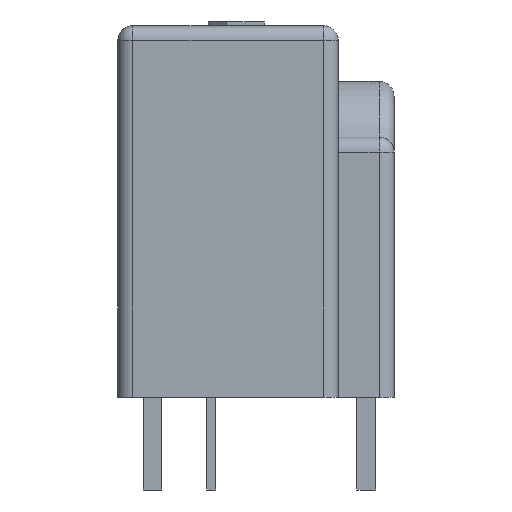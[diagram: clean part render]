
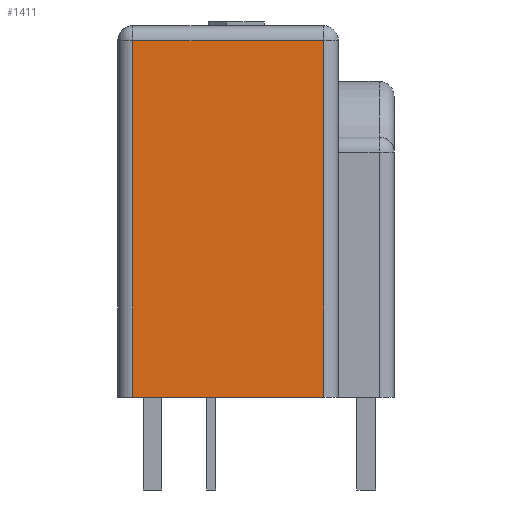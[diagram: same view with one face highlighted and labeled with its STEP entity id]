
A CAD part, left-side view. The second image highlights one B-rep face of the part: STEP entity #1411.
In plain terms, the highlighted planar face has unit normal (-1, 0, 0).
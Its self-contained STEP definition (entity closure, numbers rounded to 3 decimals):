
#659 = CYLINDRICAL_SURFACE('',#660,0.8);
#660 = AXIS2_PLACEMENT_3D('',#661,#662,#663);
#661 = CARTESIAN_POINT('',(0.8,0.,19.2));
#662 = DIRECTION('',(0.,1.,0.));
#663 = DIRECTION('',(-1.,0.,0.));
#803 = VERTEX_POINT('',#804);
#804 = CARTESIAN_POINT('',(0.,0.8,19.2));
#826 = VERTEX_POINT('',#827);
#827 = CARTESIAN_POINT('',(0.,11.07,19.2));
#854 = EDGE_CURVE('',#803,#826,#855,.T.);
#855 = SURFACE_CURVE('',#856,(#860,#867),.PCURVE_S1.);
#856 = LINE('',#857,#858);
#857 = CARTESIAN_POINT('',(0.,0.,19.2));
#858 = VECTOR('',#859,1.);
#859 = DIRECTION('',(0.,1.,0.));
#860 = PCURVE('',#659,#861);
#861 = DEFINITIONAL_REPRESENTATION('',(#862),#866);
#862 = LINE('',#863,#864);
#863 = CARTESIAN_POINT('',(0.,0.));
#864 = VECTOR('',#865,1.);
#865 = DIRECTION('',(0.,1.));
#866 = ( GEOMETRIC_REPRESENTATION_CONTEXT(2) 
PARAMETRIC_REPRESENTATION_CONTEXT() REPRESENTATION_CONTEXT('2D SPACE',''
  ) );
#867 = PCURVE('',#868,#873);
#868 = PLANE('',#869);
#869 = AXIS2_PLACEMENT_3D('',#870,#871,#872);
#870 = CARTESIAN_POINT('',(0.,0.,0.));
#871 = DIRECTION('',(1.,0.,0.));
#872 = DIRECTION('',(0.,0.,1.));
#873 = DEFINITIONAL_REPRESENTATION('',(#874),#878);
#874 = LINE('',#875,#876);
#875 = CARTESIAN_POINT('',(19.2,0.));
#876 = VECTOR('',#877,1.);
#877 = DIRECTION('',(0.,-1.));
#878 = ( GEOMETRIC_REPRESENTATION_CONTEXT(2) 
PARAMETRIC_REPRESENTATION_CONTEXT() REPRESENTATION_CONTEXT('2D SPACE',''
  ) );
#1071 = PLANE('',#1072);
#1072 = AXIS2_PLACEMENT_3D('',#1073,#1074,#1075);
#1073 = CARTESIAN_POINT('',(0.,0.,0.));
#1074 = DIRECTION('',(0.,0.,1.));
#1075 = DIRECTION('',(1.,0.,0.));
#1097 = CYLINDRICAL_SURFACE('',#1098,0.8);
#1098 = AXIS2_PLACEMENT_3D('',#1099,#1100,#1101);
#1099 = CARTESIAN_POINT('',(0.8,0.8,0.));
#1100 = DIRECTION('',(0.,0.,1.));
#1101 = DIRECTION('',(-1.,0.,0.));
#1411 = ADVANCED_FACE('',(#1412),#868,.F.);
#1412 = FACE_BOUND('',#1413,.F.);
#1413 = EDGE_LOOP('',(#1414,#1439,#1465,#1466));
#1414 = ORIENTED_EDGE('',*,*,#1415,.T.);
#1415 = EDGE_CURVE('',#1416,#1418,#1420,.T.);
#1416 = VERTEX_POINT('',#1417);
#1417 = CARTESIAN_POINT('',(0.,0.8,0.));
#1418 = VERTEX_POINT('',#1419);
#1419 = CARTESIAN_POINT('',(0.,11.07,0.));
#1420 = SURFACE_CURVE('',#1421,(#1425,#1432),.PCURVE_S1.);
#1421 = LINE('',#1422,#1423);
#1422 = CARTESIAN_POINT('',(0.,0.,0.));
#1423 = VECTOR('',#1424,1.);
#1424 = DIRECTION('',(0.,1.,0.));
#1425 = PCURVE('',#868,#1426);
#1426 = DEFINITIONAL_REPRESENTATION('',(#1427),#1431);
#1427 = LINE('',#1428,#1429);
#1428 = CARTESIAN_POINT('',(0.,0.));
#1429 = VECTOR('',#1430,1.);
#1430 = DIRECTION('',(0.,-1.));
#1431 = ( GEOMETRIC_REPRESENTATION_CONTEXT(2) 
PARAMETRIC_REPRESENTATION_CONTEXT() REPRESENTATION_CONTEXT('2D SPACE',''
  ) );
#1432 = PCURVE('',#1071,#1433);
#1433 = DEFINITIONAL_REPRESENTATION('',(#1434),#1438);
#1434 = LINE('',#1435,#1436);
#1435 = CARTESIAN_POINT('',(0.,0.));
#1436 = VECTOR('',#1437,1.);
#1437 = DIRECTION('',(0.,1.));
#1438 = ( GEOMETRIC_REPRESENTATION_CONTEXT(2) 
PARAMETRIC_REPRESENTATION_CONTEXT() REPRESENTATION_CONTEXT('2D SPACE',''
  ) );
#1439 = ORIENTED_EDGE('',*,*,#1440,.T.);
#1440 = EDGE_CURVE('',#1418,#826,#1441,.T.);
#1441 = SURFACE_CURVE('',#1442,(#1446,#1453),.PCURVE_S1.);
#1442 = LINE('',#1443,#1444);
#1443 = CARTESIAN_POINT('',(0.,11.07,0.));
#1444 = VECTOR('',#1445,1.);
#1445 = DIRECTION('',(0.,0.,1.));
#1446 = PCURVE('',#868,#1447);
#1447 = DEFINITIONAL_REPRESENTATION('',(#1448),#1452);
#1448 = LINE('',#1449,#1450);
#1449 = CARTESIAN_POINT('',(0.,-11.07));
#1450 = VECTOR('',#1451,1.);
#1451 = DIRECTION('',(1.,0.));
#1452 = ( GEOMETRIC_REPRESENTATION_CONTEXT(2) 
PARAMETRIC_REPRESENTATION_CONTEXT() REPRESENTATION_CONTEXT('2D SPACE',''
  ) );
#1453 = PCURVE('',#1454,#1459);
#1454 = CYLINDRICAL_SURFACE('',#1455,0.8);
#1455 = AXIS2_PLACEMENT_3D('',#1456,#1457,#1458);
#1456 = CARTESIAN_POINT('',(0.8,11.07,0.));
#1457 = DIRECTION('',(0.,0.,1.));
#1458 = DIRECTION('',(-1.,0.,0.));
#1459 = DEFINITIONAL_REPRESENTATION('',(#1460),#1464);
#1460 = LINE('',#1461,#1462);
#1461 = CARTESIAN_POINT('',(0.,0.));
#1462 = VECTOR('',#1463,1.);
#1463 = DIRECTION('',(0.,1.));
#1464 = ( GEOMETRIC_REPRESENTATION_CONTEXT(2) 
PARAMETRIC_REPRESENTATION_CONTEXT() REPRESENTATION_CONTEXT('2D SPACE',''
  ) );
#1465 = ORIENTED_EDGE('',*,*,#854,.F.);
#1466 = ORIENTED_EDGE('',*,*,#1467,.F.);
#1467 = EDGE_CURVE('',#1416,#803,#1468,.T.);
#1468 = SURFACE_CURVE('',#1469,(#1473,#1480),.PCURVE_S1.);
#1469 = LINE('',#1470,#1471);
#1470 = CARTESIAN_POINT('',(0.,0.8,0.));
#1471 = VECTOR('',#1472,1.);
#1472 = DIRECTION('',(0.,0.,1.));
#1473 = PCURVE('',#868,#1474);
#1474 = DEFINITIONAL_REPRESENTATION('',(#1475),#1479);
#1475 = LINE('',#1476,#1477);
#1476 = CARTESIAN_POINT('',(0.,-0.8));
#1477 = VECTOR('',#1478,1.);
#1478 = DIRECTION('',(1.,0.));
#1479 = ( GEOMETRIC_REPRESENTATION_CONTEXT(2) 
PARAMETRIC_REPRESENTATION_CONTEXT() REPRESENTATION_CONTEXT('2D SPACE',''
  ) );
#1480 = PCURVE('',#1097,#1481);
#1481 = DEFINITIONAL_REPRESENTATION('',(#1482),#1486);
#1482 = LINE('',#1483,#1484);
#1483 = CARTESIAN_POINT('',(0.,0.));
#1484 = VECTOR('',#1485,1.);
#1485 = DIRECTION('',(0.,1.));
#1486 = ( GEOMETRIC_REPRESENTATION_CONTEXT(2) 
PARAMETRIC_REPRESENTATION_CONTEXT() REPRESENTATION_CONTEXT('2D SPACE',''
  ) );
